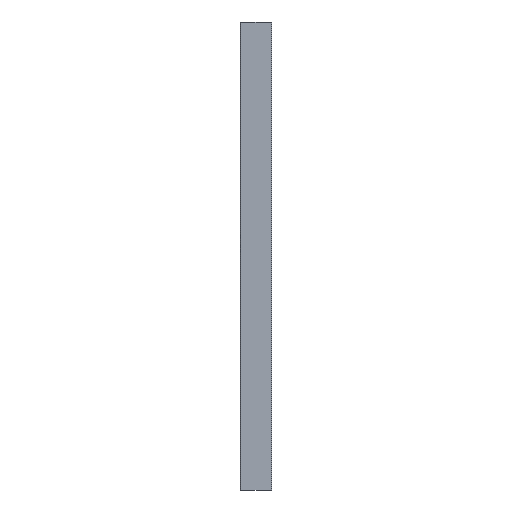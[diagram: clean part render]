
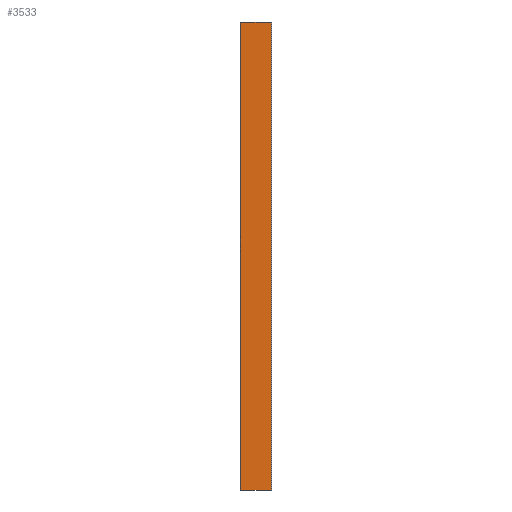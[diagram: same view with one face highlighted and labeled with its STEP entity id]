
A CAD part, front view. The second image highlights one B-rep face of the part: STEP entity #3533.
In plain terms, the highlighted planar face has unit normal (0, -1, 0).
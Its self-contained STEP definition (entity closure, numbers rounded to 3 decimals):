
#453=DIRECTION('',(1.,0.,0.));
#454=VECTOR('',#453,195.);
#455=CARTESIAN_POINT('',(-147.5,0.,1500.));
#456=LINE('',#455,#454);
#457=DIRECTION('',(-1.,0.,0.));
#458=VECTOR('',#457,195.);
#459=CARTESIAN_POINT('',(47.5,0.,-1500.));
#460=LINE('',#459,#458);
#1021=DIRECTION('',(0.,0.,1.));
#1022=VECTOR('',#1021,3000.);
#1023=CARTESIAN_POINT('',(47.5,0.,-1500.));
#1024=LINE('',#1023,#1022);
#2441=DIRECTION('',(0.,0.,1.));
#2442=VECTOR('',#2441,3000.);
#2443=CARTESIAN_POINT('',(-147.5,0.,-1500.));
#2444=LINE('',#2443,#2442);
#2593=CARTESIAN_POINT('',(-147.5,0.,-1500.));
#2594=CARTESIAN_POINT('',(-147.5,0.,1500.));
#2595=VERTEX_POINT('',#2593);
#2596=VERTEX_POINT('',#2594);
#2945=CARTESIAN_POINT('',(47.5,0.,-1500.));
#2946=CARTESIAN_POINT('',(47.5,0.,1500.));
#2947=VERTEX_POINT('',#2945);
#2948=VERTEX_POINT('',#2946);
#3519=CARTESIAN_POINT('',(0.,0.,1500.));
#3520=DIRECTION('',(0.,1.,0.));
#3521=DIRECTION('',(-1.,0.,0.));
#3522=AXIS2_PLACEMENT_3D('',#3519,#3520,#3521);
#3523=PLANE('',#3522);
#3525=ORIENTED_EDGE('',*,*,#3524,.T.);
#3527=ORIENTED_EDGE('',*,*,#3526,.F.);
#3528=ORIENTED_EDGE('',*,*,#3481,.T.);
#3530=ORIENTED_EDGE('',*,*,#3529,.T.);
#3531=EDGE_LOOP('',(#3525,#3527,#3528,#3530));
#3532=FACE_OUTER_BOUND('',#3531,.F.);
#3533=ADVANCED_FACE('',(#3532),#3523,.F.);
#3481=EDGE_CURVE('',#2947,#2595,#460,.T.);
#3524=EDGE_CURVE('',#2596,#2948,#456,.T.);
#3526=EDGE_CURVE('',#2947,#2948,#1024,.T.);
#3529=EDGE_CURVE('',#2595,#2596,#2444,.T.);
